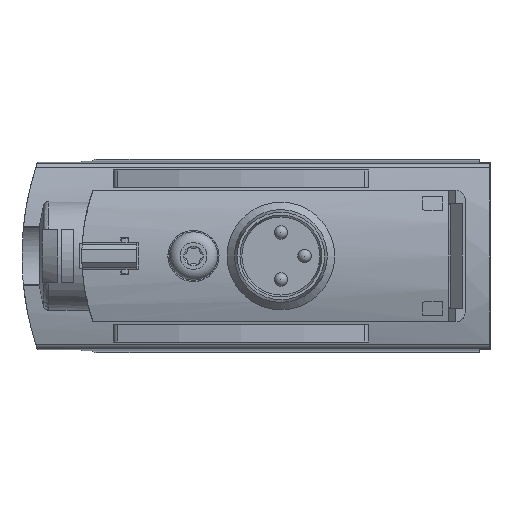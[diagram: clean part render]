
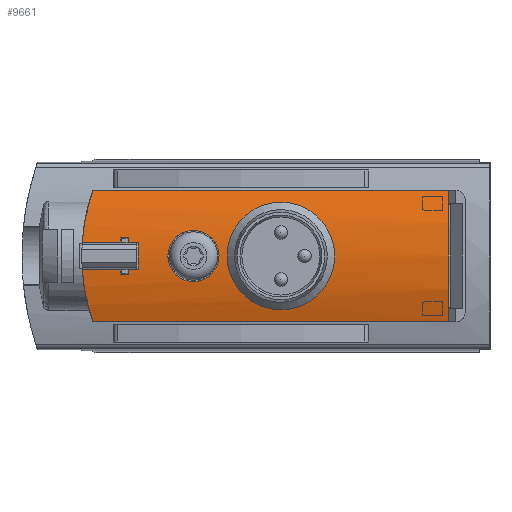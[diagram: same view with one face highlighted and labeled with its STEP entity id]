
A CAD part, left-side view. The second image highlights one B-rep face of the part: STEP entity #9661.
In plain terms, the highlighted cylindrical face has radius 15 mm (diameter 30 mm), a partial arc.
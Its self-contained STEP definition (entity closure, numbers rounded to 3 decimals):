
#109=B_SPLINE_CURVE_WITH_KNOTS('',3,(#17074,#17075,#17076,#17077,#17078,
#17079,#17080,#17081,#17082,#17083,#17084),.UNSPECIFIED.,.T.,.F.,(1,1,1,
1,1,1,1,1,1,1,1,1,1,1,1),(-0.004,-0.003,-0.001,
0.,0.001,0.003,0.004,0.006,
0.007,0.009,0.01,0.012,
0.013,0.015,0.016),.UNSPECIFIED.);
#110=B_SPLINE_CURVE_WITH_KNOTS('',3,(#17118,#17119,#17120,#17121,#17122,
#17123,#17124,#17125,#17126,#17127,#17128),.UNSPECIFIED.,.T.,.F.,(1,1,1,
1,1,1,1,1,1,1,1,1,1,1,1),(-0.008,-0.006,-0.003,
0.,0.003,0.006,0.008,0.011,
0.014,0.017,0.02,0.023,
0.025,0.028,0.031),.UNSPECIFIED.);
#222=CYLINDRICAL_SURFACE('',#12041,15.);
#504=CIRCLE('',#12043,15.);
#505=CIRCLE('',#12044,15.);
#506=CIRCLE('',#12045,15.);
#507=CIRCLE('',#12046,15.);
#508=CIRCLE('',#12047,15.);
#509=CIRCLE('',#12049,15.);
#660=ELLIPSE('',#12042,21.213,15.);
#661=ELLIPSE('',#12048,21.213,15.);
#2306=ORIENTED_EDGE('',*,*,#4263,.F.);
#2307=ORIENTED_EDGE('',*,*,#4264,.F.);
#2308=ORIENTED_EDGE('',*,*,#4265,.T.);
#2309=ORIENTED_EDGE('',*,*,#4266,.T.);
#2310=ORIENTED_EDGE('',*,*,#4267,.T.);
#2311=ORIENTED_EDGE('',*,*,#4268,.T.);
#2312=ORIENTED_EDGE('',*,*,#4269,.T.);
#2313=ORIENTED_EDGE('',*,*,#4270,.T.);
#2314=ORIENTED_EDGE('',*,*,#4271,.T.);
#2315=ORIENTED_EDGE('',*,*,#4272,.T.);
#2316=ORIENTED_EDGE('',*,*,#4273,.T.);
#2317=ORIENTED_EDGE('',*,*,#4274,.T.);
#2318=ORIENTED_EDGE('',*,*,#4275,.T.);
#2319=ORIENTED_EDGE('',*,*,#4276,.T.);
#2320=ORIENTED_EDGE('',*,*,#4277,.T.);
#2321=ORIENTED_EDGE('',*,*,#4278,.T.);
#2322=ORIENTED_EDGE('',*,*,#4279,.T.);
#2323=ORIENTED_EDGE('',*,*,#4280,.F.);
#4263=EDGE_CURVE('',#5390,#5390,#109,.T.);
#4264=EDGE_CURVE('',#5391,#5392,#6318,.T.);
#4265=EDGE_CURVE('',#5391,#5393,#660,.T.);
#4266=EDGE_CURVE('',#5393,#5394,#6319,.T.);
#4267=EDGE_CURVE('',#5394,#5395,#504,.F.);
#4268=EDGE_CURVE('',#5395,#5396,#6320,.T.);
#4269=EDGE_CURVE('',#5396,#5397,#505,.F.);
#4270=EDGE_CURVE('',#5397,#5398,#6321,.T.);
#4271=EDGE_CURVE('',#5398,#5399,#506,.F.);
#4272=EDGE_CURVE('',#5399,#5400,#6322,.F.);
#4273=EDGE_CURVE('',#5400,#5401,#507,.F.);
#4274=EDGE_CURVE('',#5401,#5402,#6323,.F.);
#4275=EDGE_CURVE('',#5402,#5403,#508,.F.);
#4276=EDGE_CURVE('',#5403,#5404,#6324,.F.);
#4277=EDGE_CURVE('',#5404,#5405,#661,.T.);
#4278=EDGE_CURVE('',#5405,#5406,#6325,.T.);
#4279=EDGE_CURVE('',#5406,#5392,#509,.T.);
#4280=EDGE_CURVE('',#5407,#5407,#110,.T.);
#5390=VERTEX_POINT('',#17085);
#5391=VERTEX_POINT('',#17087);
#5392=VERTEX_POINT('',#17088);
#5393=VERTEX_POINT('',#17090);
#5394=VERTEX_POINT('',#17092);
#5395=VERTEX_POINT('',#17094);
#5396=VERTEX_POINT('',#17096);
#5397=VERTEX_POINT('',#17098);
#5398=VERTEX_POINT('',#17100);
#5399=VERTEX_POINT('',#17102);
#5400=VERTEX_POINT('',#17104);
#5401=VERTEX_POINT('',#17106);
#5402=VERTEX_POINT('',#17108);
#5403=VERTEX_POINT('',#17110);
#5404=VERTEX_POINT('',#17112);
#5405=VERTEX_POINT('',#17114);
#5406=VERTEX_POINT('',#17116);
#5407=VERTEX_POINT('',#17129);
#6318=LINE('',#17086,#7267);
#6319=LINE('',#17091,#7268);
#6320=LINE('',#17095,#7269);
#6321=LINE('',#17099,#7270);
#6322=LINE('',#17103,#7271);
#6323=LINE('',#17107,#7272);
#6324=LINE('',#17111,#7273);
#6325=LINE('',#17115,#7274);
#7267=VECTOR('',#14081,1000.);
#7268=VECTOR('',#14084,1000.);
#7269=VECTOR('',#14087,1000.);
#7270=VECTOR('',#14090,1000.);
#7271=VECTOR('',#14093,1000.);
#7272=VECTOR('',#14096,1000.);
#7273=VECTOR('',#14099,1000.);
#7274=VECTOR('',#14102,1000.);
#8066=EDGE_LOOP('',(#2306));
#8067=EDGE_LOOP('',(#2307,#2308,#2309,#2310,#2311,#2312,#2313,#2314,#2315,
#2316,#2317,#2318,#2319,#2320,#2321,#2322));
#8068=EDGE_LOOP('',(#2323));
#8724=FACE_BOUND('',#8066,.T.);
#8725=FACE_BOUND('',#8067,.T.);
#8726=FACE_BOUND('',#8068,.T.);
#9661=ADVANCED_FACE('',(#8724,#8725,#8726),#222,.T.);
#12041=AXIS2_PLACEMENT_3D('',#17073,#14079,#14080);
#12042=AXIS2_PLACEMENT_3D('',#17089,#14082,#14083);
#12043=AXIS2_PLACEMENT_3D('',#17093,#14085,#14086);
#12044=AXIS2_PLACEMENT_3D('',#17097,#14088,#14089);
#12045=AXIS2_PLACEMENT_3D('',#17101,#14091,#14092);
#12046=AXIS2_PLACEMENT_3D('',#17105,#14094,#14095);
#12047=AXIS2_PLACEMENT_3D('',#17109,#14097,#14098);
#12048=AXIS2_PLACEMENT_3D('',#17113,#14100,#14101);
#12049=AXIS2_PLACEMENT_3D('',#17117,#14103,#14104);
#14079=DIRECTION('',(0.,-1.,0.));
#14080=DIRECTION('',(0.,0.,-1.));
#14081=DIRECTION('',(0.,-1.,0.));
#14082=DIRECTION('',(0.707,-0.707,0.));
#14083=DIRECTION('',(-0.707,-0.707,0.));
#14084=DIRECTION('',(0.,-1.,0.));
#14085=DIRECTION('',(0.,-1.,0.));
#14086=DIRECTION('',(0.,0.,-1.));
#14087=DIRECTION('',(0.,-1.,0.));
#14088=DIRECTION('',(0.,1.,0.));
#14089=DIRECTION('',(0.,0.,1.));
#14090=DIRECTION('',(0.,-1.,0.));
#14091=DIRECTION('',(0.,1.,0.));
#14092=DIRECTION('',(0.,0.,1.));
#14093=DIRECTION('',(0.,-1.,0.));
#14094=DIRECTION('',(0.,1.,0.));
#14095=DIRECTION('',(0.,0.,1.));
#14096=DIRECTION('',(0.,-1.,0.));
#14097=DIRECTION('',(0.,-1.,0.));
#14098=DIRECTION('',(0.,0.,-1.));
#14099=DIRECTION('',(0.,-1.,0.));
#14100=DIRECTION('',(0.707,-0.707,0.));
#14101=DIRECTION('',(-0.707,-0.707,0.));
#14102=DIRECTION('',(0.,-1.,0.));
#14103=DIRECTION('',(0.,1.,0.));
#14104=DIRECTION('',(1.,0.,0.));
#17073=CARTESIAN_POINT('',(-5.1,27.5,0.));
#17074=CARTESIAN_POINT('',(9.84,17.509,-1.488));
#17075=CARTESIAN_POINT('',(9.749,19.,-2.106));
#17076=CARTESIAN_POINT('',(9.84,20.489,-1.488));
#17077=CARTESIAN_POINT('',(9.93,21.105,-0.002));
#17078=CARTESIAN_POINT('',(9.84,20.49,1.489));
#17079=CARTESIAN_POINT('',(9.749,19.,2.105));
#17080=CARTESIAN_POINT('',(9.84,17.513,1.49));
#17081=CARTESIAN_POINT('',(9.93,16.894,0.002));
#17082=CARTESIAN_POINT('',(9.84,17.509,-1.488));
#17083=CARTESIAN_POINT('',(9.749,19.,-2.106));
#17084=CARTESIAN_POINT('',(9.84,20.489,-1.488));
#17085=CARTESIAN_POINT('',(9.779,19.,-1.9));
#17086=CARTESIAN_POINT('',(9.077,27.5,-4.9));
#17087=CARTESIAN_POINT('',(9.077,26.477,-4.9));
#17088=CARTESIAN_POINT('',(9.077,0.,-4.9));
#17089=CARTESIAN_POINT('',(-5.1,12.3,0.));
#17090=CARTESIAN_POINT('',(9.867,27.267,-1.));
#17091=CARTESIAN_POINT('',(9.867,27.5,-1.));
#17092=CARTESIAN_POINT('',(9.867,24.4,-1.));
#17093=CARTESIAN_POINT('',(-5.1,24.4,0.));
#17094=CARTESIAN_POINT('',(9.839,24.4,-1.35));
#17095=CARTESIAN_POINT('',(9.839,27.5,-1.35));
#17096=CARTESIAN_POINT('',(9.839,23.8,-1.35));
#17097=CARTESIAN_POINT('',(-5.1,23.8,0.));
#17098=CARTESIAN_POINT('',(9.867,23.8,-1.));
#17099=CARTESIAN_POINT('',(9.867,27.5,-1.));
#17100=CARTESIAN_POINT('',(9.867,23.1,-1.));
#17101=CARTESIAN_POINT('',(-5.1,23.1,0.));
#17102=CARTESIAN_POINT('',(9.867,23.1,1.));
#17103=CARTESIAN_POINT('',(9.867,27.5,1.));
#17104=CARTESIAN_POINT('',(9.867,23.8,1.));
#17105=CARTESIAN_POINT('',(-5.1,23.8,0.));
#17106=CARTESIAN_POINT('',(9.839,23.8,1.35));
#17107=CARTESIAN_POINT('',(9.839,27.5,1.35));
#17108=CARTESIAN_POINT('',(9.839,24.4,1.35));
#17109=CARTESIAN_POINT('',(-5.1,24.4,0.));
#17110=CARTESIAN_POINT('',(9.867,24.4,1.));
#17111=CARTESIAN_POINT('',(9.867,27.5,1.));
#17112=CARTESIAN_POINT('',(9.867,27.267,1.));
#17113=CARTESIAN_POINT('',(-5.1,12.3,0.));
#17114=CARTESIAN_POINT('',(9.077,26.477,4.9));
#17115=CARTESIAN_POINT('',(9.077,27.5,4.9));
#17116=CARTESIAN_POINT('',(9.077,0.,4.9));
#17117=CARTESIAN_POINT('',(-5.1,0.,0.));
#17118=CARTESIAN_POINT('',(9.684,15.324,2.819));
#17119=CARTESIAN_POINT('',(9.35,12.499,3.99));
#17120=CARTESIAN_POINT('',(9.684,9.679,2.819));
#17121=CARTESIAN_POINT('',(10.008,8.511,0.004));
#17122=CARTESIAN_POINT('',(9.684,9.679,-2.822));
#17123=CARTESIAN_POINT('',(9.351,12.498,-3.988));
#17124=CARTESIAN_POINT('',(9.683,15.318,-2.824));
#17125=CARTESIAN_POINT('',(10.008,16.49,-0.002));
#17126=CARTESIAN_POINT('',(9.684,15.324,2.819));
#17127=CARTESIAN_POINT('',(9.35,12.499,3.99));
#17128=CARTESIAN_POINT('',(9.684,9.679,2.819));
#17129=CARTESIAN_POINT('',(9.462,12.5,3.6));
